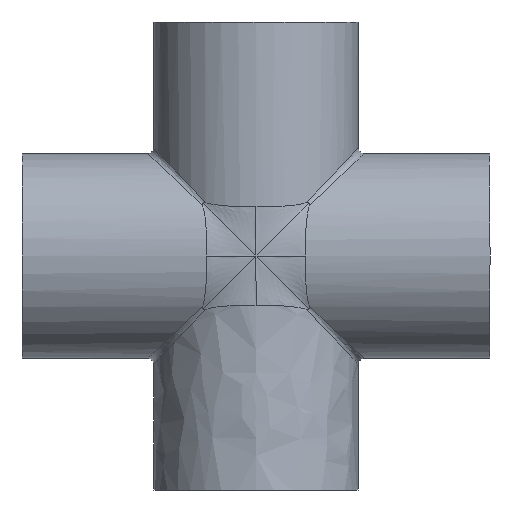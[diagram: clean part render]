
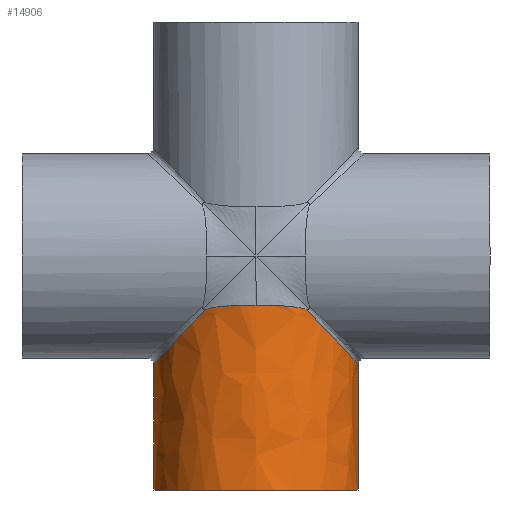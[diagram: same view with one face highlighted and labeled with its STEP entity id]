
A CAD part, front view. The second image highlights one B-rep face of the part: STEP entity #14906.
In plain terms, the highlighted free-form (B-spline) face has degree [1, 2] with [2, 9] control points.
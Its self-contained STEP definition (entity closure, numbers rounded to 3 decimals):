
#1279=CARTESIAN_POINT('',(0.,-35.,-16.803));
#1280=VERTEX_POINT('',#1279);
#1301=CARTESIAN_POINT('',(17.574,-30.268,-18.578));
#1302=VERTEX_POINT('',#1301);
#1303=CARTESIAN_POINT('',(0.,-35.,-16.803));
#1304=CARTESIAN_POINT('',(1.885,-35.,-16.803));
#1305=CARTESIAN_POINT('',(3.769,-34.843,-16.832));
#1306=CARTESIAN_POINT('',(5.553,-34.557,-16.889));
#1307=CARTESIAN_POINT('',(7.504,-34.243,-16.952));
#1308=CARTESIAN_POINT('',(9.334,-33.775,-17.049));
#1309=CARTESIAN_POINT('',(10.938,-33.247,-17.181));
#1310=CARTESIAN_POINT('',(12.854,-32.616,-17.337));
#1311=CARTESIAN_POINT('',(14.448,-31.905,-17.543));
#1312=CARTESIAN_POINT('',(15.603,-31.33,-17.798));
#1313=CARTESIAN_POINT('',(16.613,-30.826,-18.02));
#1314=CARTESIAN_POINT('',(17.292,-30.432,-18.281));
#1315=CARTESIAN_POINT('',(17.574,-30.268,-18.578));
#1316=B_SPLINE_CURVE_WITH_KNOTS('',3,(#1303,#1304,#1305,#1306,#1307,#1308,#1309,#1310,#1311,#1312,#1313,#1314,#1315),.UNSPECIFIED.,.F.,.U.,(4,3,3,3,4),(0.5,0.61,0.73,0.874,1.0),.UNSPECIFIED.);
#1317=EDGE_CURVE('',#1280,#1302,#1316,.T.);
#1714=CARTESIAN_POINT('',(-17.574,-30.268,-18.578));
#1715=VERTEX_POINT('',#1714);
#1723=CARTESIAN_POINT('',(-17.574,-30.268,-18.578));
#1724=CARTESIAN_POINT('',(-17.285,-30.436,-18.273));
#1725=CARTESIAN_POINT('',(-16.577,-30.848,-18.007));
#1726=CARTESIAN_POINT('',(-15.522,-31.37,-17.78));
#1727=CARTESIAN_POINT('',(-14.425,-31.913,-17.544));
#1728=CARTESIAN_POINT('',(-12.948,-32.57,-17.351));
#1729=CARTESIAN_POINT('',(-11.185,-33.165,-17.201));
#1730=CARTESIAN_POINT('',(-9.631,-33.689,-17.069));
#1731=CARTESIAN_POINT('',(-7.854,-34.162,-16.969));
#1732=CARTESIAN_POINT('',(-5.952,-34.49,-16.903));
#1733=CARTESIAN_POINT('',(-4.185,-34.795,-16.841));
#1734=CARTESIAN_POINT('',(-2.311,-34.974,-16.808));
#1735=CARTESIAN_POINT('',(-0.429,-34.997,-16.804));
#1736=CARTESIAN_POINT('',(-0.286,-34.999,-16.804));
#1737=CARTESIAN_POINT('',(-0.143,-35.,-16.803));
#1738=CARTESIAN_POINT('',(0.,-35.,-16.803));
#1739=B_SPLINE_CURVE_WITH_KNOTS('',3,(#1723,#1724,#1725,#1726,#1727,#1728,#1729,#1730,#1731,#1732,#1733,#1734,#1735,#1736,#1737,#1738),.UNSPECIFIED.,.F.,.U.,(4,3,3,3,3,4),(0.0,0.129,0.263,0.382,0.492,0.5),.UNSPECIFIED.);
#1740=EDGE_CURVE('',#1715,#1280,#1739,.T.);
#5840=CARTESIAN_POINT('',(0.,35.,-16.803));
#5841=VERTEX_POINT('',#5840);
#5862=CARTESIAN_POINT('',(-17.574,30.268,-18.578));
#5863=VERTEX_POINT('',#5862);
#5864=CARTESIAN_POINT('',(0.,35.,-16.803));
#5865=CARTESIAN_POINT('',(-1.885,35.,-16.803));
#5866=CARTESIAN_POINT('',(-3.769,34.843,-16.832));
#5867=CARTESIAN_POINT('',(-5.553,34.557,-16.889));
#5868=CARTESIAN_POINT('',(-7.504,34.243,-16.952));
#5869=CARTESIAN_POINT('',(-9.334,33.775,-17.049));
#5870=CARTESIAN_POINT('',(-10.938,33.247,-17.181));
#5871=CARTESIAN_POINT('',(-12.854,32.616,-17.337));
#5872=CARTESIAN_POINT('',(-14.448,31.905,-17.543));
#5873=CARTESIAN_POINT('',(-15.603,31.33,-17.798));
#5874=CARTESIAN_POINT('',(-16.613,30.826,-18.02));
#5875=CARTESIAN_POINT('',(-17.292,30.432,-18.281));
#5876=CARTESIAN_POINT('',(-17.574,30.268,-18.578));
#5877=B_SPLINE_CURVE_WITH_KNOTS('',3,(#5864,#5865,#5866,#5867,#5868,#5869,#5870,#5871,#5872,#5873,#5874,#5875,#5876),.UNSPECIFIED.,.F.,.U.,(4,3,3,3,4),(0.5,0.61,0.73,0.874,1.0),.UNSPECIFIED.);
#5878=EDGE_CURVE('',#5841,#5863,#5877,.T.);
#13850=CARTESIAN_POINT('',(17.574,30.268,-18.578));
#13851=VERTEX_POINT('',#13850);
#13859=CARTESIAN_POINT('',(17.574,30.268,-18.578));
#13860=CARTESIAN_POINT('',(17.285,30.436,-18.273));
#13861=CARTESIAN_POINT('',(16.577,30.848,-18.007));
#13862=CARTESIAN_POINT('',(15.522,31.37,-17.78));
#13863=CARTESIAN_POINT('',(14.425,31.913,-17.544));
#13864=CARTESIAN_POINT('',(12.948,32.57,-17.351));
#13865=CARTESIAN_POINT('',(11.185,33.165,-17.201));
#13866=CARTESIAN_POINT('',(9.631,33.689,-17.069));
#13867=CARTESIAN_POINT('',(7.854,34.162,-16.969));
#13868=CARTESIAN_POINT('',(5.952,34.49,-16.903));
#13869=CARTESIAN_POINT('',(4.185,34.795,-16.841));
#13870=CARTESIAN_POINT('',(2.311,34.974,-16.808));
#13871=CARTESIAN_POINT('',(0.429,34.997,-16.804));
#13872=CARTESIAN_POINT('',(0.286,34.999,-16.804));
#13873=CARTESIAN_POINT('',(0.143,35.,-16.803));
#13874=CARTESIAN_POINT('',(0.,35.,-16.803));
#13875=B_SPLINE_CURVE_WITH_KNOTS('',3,(#13859,#13860,#13861,#13862,#13863,#13864,#13865,#13866,#13867,#13868,#13869,#13870,#13871,#13872,#13873,#13874),.UNSPECIFIED.,.F.,.U.,(4,3,3,3,3,4),(0.0,0.129,0.263,0.382,0.492,0.5),.UNSPECIFIED.);
#13876=EDGE_CURVE('',#13851,#5841,#13875,.T.);
#14547=CARTESIAN_POINT('',(0.0,0.0,0.));
#14548=DIRECTION('',(-0.726,0.,0.687));
#14549=DIRECTION('',(-0.687,0.0,-0.726));
#14550=AXIS2_PLACEMENT_3D('',#14547,#14548,#14549);
#14551=ELLIPSE('',#14550,50.931,35.);
#14552=EDGE_CURVE('',#5863,#1715,#14551,.T.);
#14689=CARTESIAN_POINT('',(0.0,0.0,0.));
#14690=DIRECTION('',(0.726,0.,0.687));
#14691=DIRECTION('',(0.687,0.0,-0.726));
#14692=AXIS2_PLACEMENT_3D('',#14689,#14690,#14691);
#14693=ELLIPSE('',#14692,50.931,35.);
#14694=EDGE_CURVE('',#1302,#13851,#14693,.T.);
#14861=CARTESIAN_POINT('',(35.,0.,-80.0));
#14862=CARTESIAN_POINT('',(35.,0.,-16.803));
#14863=CARTESIAN_POINT('',(35.,-35.,-80.0));
#14864=CARTESIAN_POINT('',(35.,-35.,-16.803));
#14865=CARTESIAN_POINT('',(0.,-35.,-80.0));
#14866=CARTESIAN_POINT('',(0.,-35.,-16.803));
#14867=CARTESIAN_POINT('',(-35.,-35.,-80.0));
#14868=CARTESIAN_POINT('',(-35.,-35.,-16.803));
#14869=CARTESIAN_POINT('',(-35.,0.,-80.0));
#14870=CARTESIAN_POINT('',(-35.,0.,-16.803));
#14871=CARTESIAN_POINT('',(-35.,35.,-80.0));
#14872=CARTESIAN_POINT('',(-35.,35.,-16.803));
#14873=CARTESIAN_POINT('',(0.,35.,-80.0));
#14874=CARTESIAN_POINT('',(0.,35.,-16.803));
#14875=CARTESIAN_POINT('',(35.,35.,-80.0));
#14876=CARTESIAN_POINT('',(35.,35.,-16.803));
#14877=CARTESIAN_POINT('',(35.,0.,-80.0));
#14878=CARTESIAN_POINT('',(35.,0.,-16.803));
#14886=(BOUNDED_SURFACE()B_SPLINE_SURFACE(1,2,((#14861,#14863,#14865,#14867,#14869,#14871,#14873,#14875,#14877),(#14862,#14864,#14866,#14868,#14870,#14872,#14874,#14876,#14878)),.UNSPECIFIED.,.F.,.T.,.U.)B_SPLINE_SURFACE_WITH_KNOTS((2,2),(3,2,2,2,3),(0.0,1.806),(0.0,54.978,109.956,164.934,219.911),.UNSPECIFIED.)GEOMETRIC_REPRESENTATION_ITEM()RATIONAL_B_SPLINE_SURFACE(((1.0,0.707,1.0,0.707,1.0,0.707,1.0,0.707,1.0),(1.0,0.707,1.0,0.707,1.0,0.707,1.0,0.707,1.0)))REPRESENTATION_ITEM('')SURFACE());
#14887=CARTESIAN_POINT('',(35.,0.,-80.0));
#14888=VERTEX_POINT('',#14887);
#14889=CARTESIAN_POINT('',(0.0,0.0,-80.0));
#14890=DIRECTION('',(0.0,0.0,-1.0));
#14891=DIRECTION('',(-1.0,0.0,0.0));
#14892=AXIS2_PLACEMENT_3D('',#14889,#14890,#14891);
#14893=CIRCLE('',#14892,35.);
#14894=EDGE_CURVE('',#14888,#14888,#14893,.T.);
#14895=ORIENTED_EDGE('',*,*,#14894,.F.);
#14896=EDGE_LOOP('',(#14895));
#14897=FACE_OUTER_BOUND('',#14896,.T.);
#14898=ORIENTED_EDGE('',*,*,#1740,.F.);
#14899=ORIENTED_EDGE('',*,*,#14552,.F.);
#14900=ORIENTED_EDGE('',*,*,#5878,.F.);
#14901=ORIENTED_EDGE('',*,*,#13876,.F.);
#14902=ORIENTED_EDGE('',*,*,#14694,.F.);
#14903=ORIENTED_EDGE('',*,*,#1317,.F.);
#14904=EDGE_LOOP('',(#14898,#14899,#14900,#14901,#14902,#14903));
#14905=FACE_BOUND('',#14904,.T.);
#14906=ADVANCED_FACE('',(#14897,#14905),#14886,.T.);
